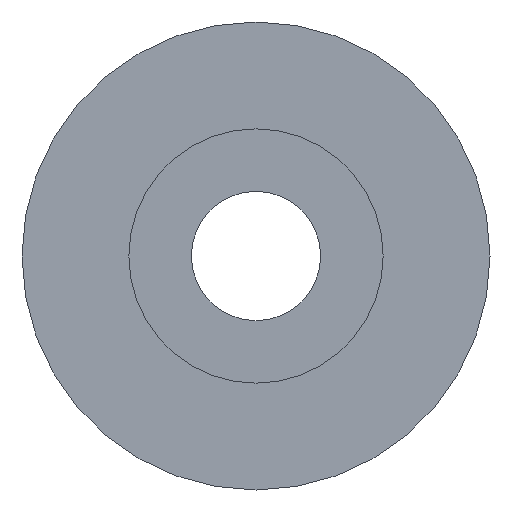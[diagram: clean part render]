
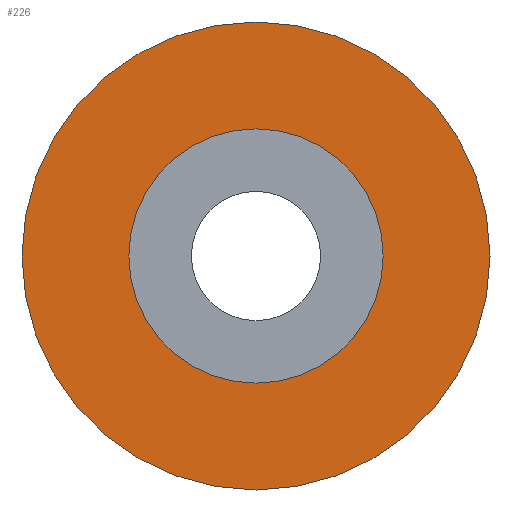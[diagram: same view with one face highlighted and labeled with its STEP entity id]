
A CAD part, front view. The second image highlights one B-rep face of the part: STEP entity #226.
In plain terms, the highlighted planar face has unit normal (0, -1, 0).
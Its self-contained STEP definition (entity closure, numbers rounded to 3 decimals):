
#10 = EDGE_LOOP ( 'NONE', ( #215 ) ) ;
#11 = EDGE_LOOP ( 'NONE', ( #208 ) ) ;
#26 = CIRCLE ( 'NONE', #222, 5.75 ) ;
#63 = CARTESIAN_POINT ( 'NONE',  ( 0., 5.1, 0. ) ) ;
#71 = DIRECTION ( 'NONE',  ( 0., -1., 0. ) ) ;
#81 = CARTESIAN_POINT ( 'NONE',  ( 0., 5.1, 0. ) ) ;
#83 = DIRECTION ( 'NONE',  ( 0., -1., 0. ) ) ;
#84 = DIRECTION ( 'NONE',  ( 0., 0., -1. ) ) ;
#100 = CARTESIAN_POINT ( 'NONE',  ( 0., 5.1, -3.125 ) ) ;
#106 = CARTESIAN_POINT ( 'NONE',  ( 0., 5.1, -5.75 ) ) ;
#160 = DIRECTION ( 'NONE',  ( 0., 0., 1. ) ) ;
#168 = CARTESIAN_POINT ( 'NONE',  ( -5.75, 5.1, 0. ) ) ;
#171 = PLANE ( 'NONE',  #234 ) ;
#178 = DIRECTION ( 'NONE',  ( 0., 1., 0. ) ) ;
#182 = CIRCLE ( 'NONE', #227, 3.125 ) ;
#188 = DIRECTION ( 'NONE',  ( 0., 0., -1. ) ) ;
#191 = FACE_OUTER_BOUND ( 'NONE', #11, .T. ) ;
#208 = ORIENTED_EDGE ( 'NONE', *, *, #284, .T. ) ;
#215 = ORIENTED_EDGE ( 'NONE', *, *, #280, .F. ) ;
#222 = AXIS2_PLACEMENT_3D ( 'NONE', #81, #83, #84 ) ;
#226 = ADVANCED_FACE ( 'NONE', ( #228, #191 ), #171, .F. ) ;
#227 = AXIS2_PLACEMENT_3D ( 'NONE', #63, #71, #188 ) ;
#228 = FACE_BOUND ( 'NONE', #10, .T. ) ;
#234 = AXIS2_PLACEMENT_3D ( 'NONE', #168, #178, #160 ) ;
#252 = VERTEX_POINT ( 'NONE', #106 ) ;
#255 = VERTEX_POINT ( 'NONE', #100 ) ;
#280 = EDGE_CURVE ( 'NONE', #255, #255, #182, .T. ) ;
#284 = EDGE_CURVE ( 'NONE', #252, #252, #26, .T. ) ;
